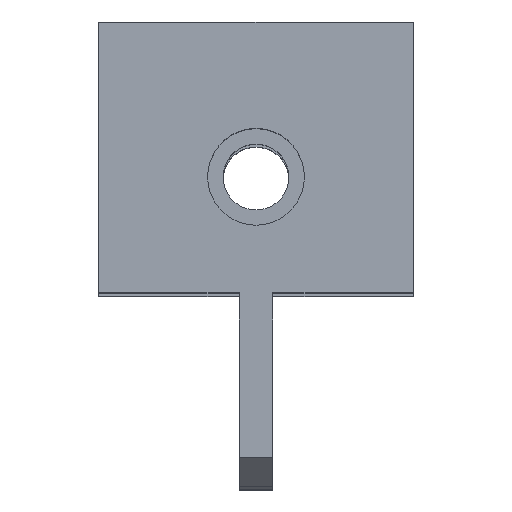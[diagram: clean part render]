
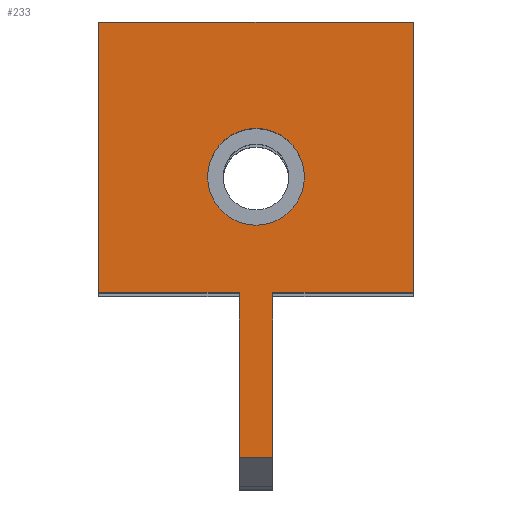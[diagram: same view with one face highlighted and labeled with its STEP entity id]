
A CAD part, top view. The second image highlights one B-rep face of the part: STEP entity #233.
In plain terms, the highlighted planar face has unit normal (0, 0, 1).
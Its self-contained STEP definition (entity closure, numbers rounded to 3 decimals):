
#39 = VECTOR ( 'NONE', #503, 1000. ) ;
#62 = VECTOR ( 'NONE', #1594, 1000. ) ;
#84 = FACE_BOUND ( 'NONE', #2199, .T. ) ;
#91 = EDGE_CURVE ( 'NONE', #637, #1655, #1164, .T. ) ;
#95 = DIRECTION ( 'NONE',  ( -1., 0., 0. ) ) ;
#100 = ORIENTED_EDGE ( 'NONE', *, *, #3191, .T. ) ;
#233 = ADVANCED_FACE ( 'NONE', ( #84, #2795 ), #1948, .F. ) ;
#276 = CARTESIAN_POINT ( 'NONE',  ( 0., 7., 107. ) ) ;
#292 = LINE ( 'NONE', #891, #1479 ) ;
#355 = VERTEX_POINT ( 'NONE', #1274 ) ;
#373 = VERTEX_POINT ( 'NONE', #2823 ) ;
#395 = ORIENTED_EDGE ( 'NONE', *, *, #516, .F. ) ;
#404 = CIRCLE ( 'NONE', #1097, 5. ) ;
#406 = EDGE_LOOP ( 'NONE', ( #2128, #2506, #3161, #2667, #100, #2468, #1831, #1491 ) ) ;
#467 = CARTESIAN_POINT ( 'NONE',  ( 16.25, -5., 107. ) ) ;
#484 = VERTEX_POINT ( 'NONE', #932 ) ;
#503 = DIRECTION ( 'NONE',  ( -1., 0., 0. ) ) ;
#511 = ORIENTED_EDGE ( 'NONE', *, *, #1649, .F. ) ;
#516 = EDGE_CURVE ( 'NONE', #355, #3358, #1024, .T. ) ;
#608 = CARTESIAN_POINT ( 'NONE',  ( 0., 7., 107. ) ) ;
#625 = VERTEX_POINT ( 'NONE', #2975 ) ;
#637 = VERTEX_POINT ( 'NONE', #2566 ) ;
#640 = CARTESIAN_POINT ( 'NONE',  ( 1.75, -22., 107. ) ) ;
#653 = VECTOR ( 'NONE', #3083, 1000. ) ;
#668 = EDGE_CURVE ( 'NONE', #1240, #1177, #2956, .T. ) ;
#724 = CARTESIAN_POINT ( 'NONE',  ( -16.25, 23., 107. ) ) ;
#739 = CARTESIAN_POINT ( 'NONE',  ( -16.25, -5., 107. ) ) ;
#781 = CARTESIAN_POINT ( 'NONE',  ( 1.75, -22., 107. ) ) ;
#861 = CARTESIAN_POINT ( 'NONE',  ( 1.75, -5., 107. ) ) ;
#891 = CARTESIAN_POINT ( 'NONE',  ( 16.25, 0., 107. ) ) ;
#932 = CARTESIAN_POINT ( 'NONE',  ( -16.25, 23., 107. ) ) ;
#999 = DIRECTION ( 'NONE',  ( 0., 0., -1. ) ) ;
#1024 = CIRCLE ( 'NONE', #1553, 5. ) ;
#1039 = DIRECTION ( 'NONE',  ( -1., 0., 0. ) ) ;
#1058 = CARTESIAN_POINT ( 'NONE',  ( 16.25, -5., 107. ) ) ;
#1097 = AXIS2_PLACEMENT_3D ( 'NONE', #276, #3274, #2786 ) ;
#1164 = LINE ( 'NONE', #739, #39 ) ;
#1177 = VERTEX_POINT ( 'NONE', #1058 ) ;
#1203 = CARTESIAN_POINT ( 'NONE',  ( -16.25, -5., 107. ) ) ;
#1214 = LINE ( 'NONE', #1604, #1640 ) ;
#1240 = VERTEX_POINT ( 'NONE', #861 ) ;
#1274 = CARTESIAN_POINT ( 'NONE',  ( -5., 7., 107. ) ) ;
#1336 = VECTOR ( 'NONE', #3246, 1000. ) ;
#1479 = VECTOR ( 'NONE', #2116, 1000. ) ;
#1491 = ORIENTED_EDGE ( 'NONE', *, *, #91, .F. ) ;
#1531 = DIRECTION ( 'NONE',  ( 1., 0., 0. ) ) ;
#1553 = AXIS2_PLACEMENT_3D ( 'NONE', #608, #2884, #1531 ) ;
#1594 = DIRECTION ( 'NONE',  ( 0., 1., 0. ) ) ;
#1604 = CARTESIAN_POINT ( 'NONE',  ( -16.25, 0., 107. ) ) ;
#1640 = VECTOR ( 'NONE', #3162, 1000. ) ;
#1649 = EDGE_CURVE ( 'NONE', #3358, #355, #404, .T. ) ;
#1655 = VERTEX_POINT ( 'NONE', #1203 ) ;
#1803 = AXIS2_PLACEMENT_3D ( 'NONE', #1813, #999, #95 ) ;
#1813 = CARTESIAN_POINT ( 'NONE',  ( 0., 0., 107. ) ) ;
#1831 = ORIENTED_EDGE ( 'NONE', *, *, #2898, .F. ) ;
#1838 = CARTESIAN_POINT ( 'NONE',  ( 1.75, -5., 107. ) ) ;
#1894 = EDGE_CURVE ( 'NONE', #373, #3012, #2443, .T. ) ;
#1898 = EDGE_CURVE ( 'NONE', #373, #637, #2678, .T. ) ;
#1948 = PLANE ( 'NONE',  #1803 ) ;
#2042 = LINE ( 'NONE', #1838, #62 ) ;
#2116 = DIRECTION ( 'NONE',  ( 0., 1., 0. ) ) ;
#2128 = ORIENTED_EDGE ( 'NONE', *, *, #1898, .F. ) ;
#2190 = CARTESIAN_POINT ( 'NONE',  ( -1.75, -5., 107. ) ) ;
#2199 = EDGE_LOOP ( 'NONE', ( #511, #395 ) ) ;
#2429 = LINE ( 'NONE', #724, #3192 ) ;
#2443 = LINE ( 'NONE', #640, #1336 ) ;
#2468 = ORIENTED_EDGE ( 'NONE', *, *, #2966, .T. ) ;
#2497 = DIRECTION ( 'NONE',  ( 0., 1., 0. ) ) ;
#2506 = ORIENTED_EDGE ( 'NONE', *, *, #1894, .T. ) ;
#2566 = CARTESIAN_POINT ( 'NONE',  ( -1.75, -5., 107. ) ) ;
#2667 = ORIENTED_EDGE ( 'NONE', *, *, #668, .T. ) ;
#2678 = LINE ( 'NONE', #2190, #2998 ) ;
#2786 = DIRECTION ( 'NONE',  ( 1., 0., 0. ) ) ;
#2795 = FACE_OUTER_BOUND ( 'NONE', #406, .T. ) ;
#2823 = CARTESIAN_POINT ( 'NONE',  ( -1.75, -22., 107. ) ) ;
#2884 = DIRECTION ( 'NONE',  ( 0., 0., 1. ) ) ;
#2898 = EDGE_CURVE ( 'NONE', #1655, #484, #1214, .T. ) ;
#2956 = LINE ( 'NONE', #467, #653 ) ;
#2966 = EDGE_CURVE ( 'NONE', #625, #484, #2429, .T. ) ;
#2975 = CARTESIAN_POINT ( 'NONE',  ( 16.25, 23., 107. ) ) ;
#2998 = VECTOR ( 'NONE', #2497, 1000. ) ;
#3012 = VERTEX_POINT ( 'NONE', #781 ) ;
#3083 = DIRECTION ( 'NONE',  ( 1., 0., 0. ) ) ;
#3154 = CARTESIAN_POINT ( 'NONE',  ( 5., 7., 107. ) ) ;
#3161 = ORIENTED_EDGE ( 'NONE', *, *, #3346, .T. ) ;
#3162 = DIRECTION ( 'NONE',  ( 0., 1., 0. ) ) ;
#3191 = EDGE_CURVE ( 'NONE', #1177, #625, #292, .T. ) ;
#3192 = VECTOR ( 'NONE', #1039, 1000. ) ;
#3246 = DIRECTION ( 'NONE',  ( 1., 0., 0. ) ) ;
#3274 = DIRECTION ( 'NONE',  ( 0., 0., 1. ) ) ;
#3346 = EDGE_CURVE ( 'NONE', #3012, #1240, #2042, .T. ) ;
#3358 = VERTEX_POINT ( 'NONE', #3154 ) ;
